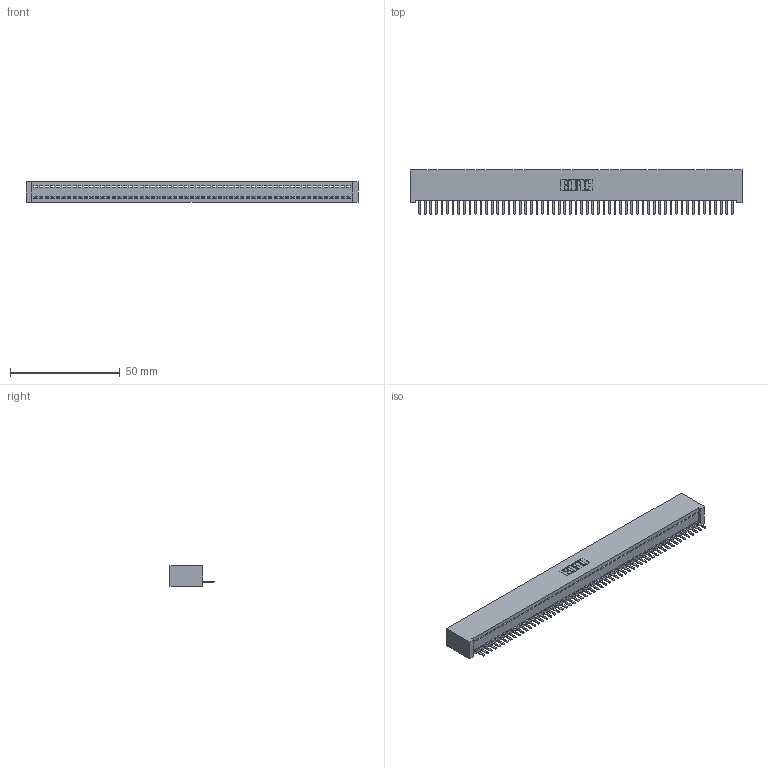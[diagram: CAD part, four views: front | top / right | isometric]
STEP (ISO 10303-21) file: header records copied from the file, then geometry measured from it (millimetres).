
FILE_DESCRIPTION (( 'STEP AP203' ), '1' );
FILE_NAME ('392-057-520-101.STEP', '2019-10-08T15:40:23', ( '' ), ( '' ), 'SwSTEP 2.0', 'SolidWorks 2016', '' );
FILE_SCHEMA (( 'CONFIG_CONTROL_DESIGN' ));
Length unit declared in the file: inch
Products named in the file (3): 392-057-520-101; 342 Part_Lugless; 345-292-001_345-293-120
Assembly tree (58 placements, depth 2):
  392-057-520-101
    342 Part_Lugless
    345-292-001_345-293-120  x57
Bounding box: 151.03 x 20.02 x 9.4 mm (x, y, z)
Volume: 13542.4 mm3; surface area: 19965.4 mm2
Topology: 58 solids, 58 shells, 3636 faces, 10763 edges, 7022 vertices
Faces by surface type: plane 2570, cylinder 1066
Entity records: 32611 total; most frequent: CARTESIAN_POINT 5641, ORIENTED_EDGE 5622, DIRECTION 4709, EDGE_CURVE 2811, VECTOR 2687, LINE 2687, VERTEX_POINT 1870, AXIS2_PLACEMENT_3D 1011
